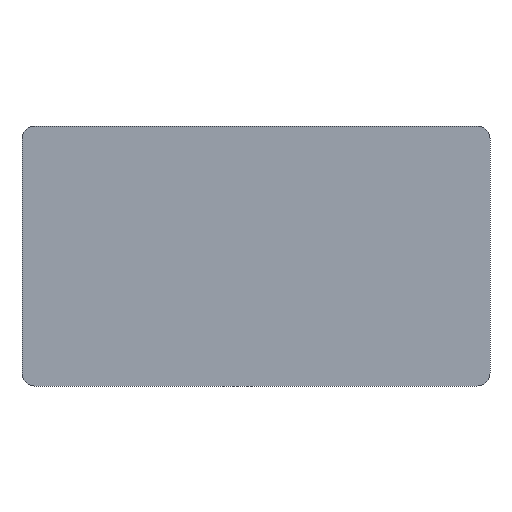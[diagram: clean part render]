
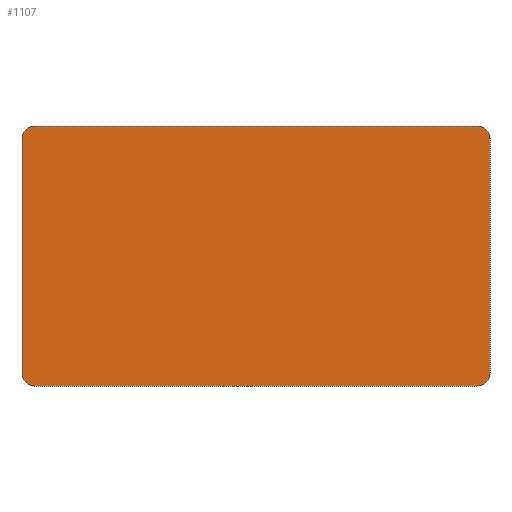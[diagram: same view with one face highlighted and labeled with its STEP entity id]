
A CAD part, front view. The second image highlights one B-rep face of the part: STEP entity #1107.
In plain terms, the highlighted planar face has unit normal (0, -1, 0).
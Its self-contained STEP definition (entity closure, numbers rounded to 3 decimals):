
#30=CIRCLE('',#1176,5.);
#32=CIRCLE('',#1180,5.);
#34=CIRCLE('',#1184,5.);
#36=CIRCLE('',#1188,5.);
#92=FACE_OUTER_BOUND('',#155,.T.);
#155=EDGE_LOOP('',(#995,#996,#997,#998,#999,#1000,#1001,#1002));
#285=LINE('',#1740,#428);
#289=LINE('',#1752,#432);
#293=LINE('',#1764,#436);
#297=LINE('',#1775,#440);
#428=VECTOR('',#1426,10.);
#432=VECTOR('',#1438,10.);
#436=VECTOR('',#1450,10.);
#440=VECTOR('',#1462,10.);
#528=VERTEX_POINT('',#1730);
#529=VERTEX_POINT('',#1731);
#532=VERTEX_POINT('',#1739);
#534=VERTEX_POINT('',#1745);
#536=VERTEX_POINT('',#1751);
#538=VERTEX_POINT('',#1757);
#540=VERTEX_POINT('',#1763);
#542=VERTEX_POINT('',#1769);
#673=EDGE_CURVE('',#528,#529,#30,.T.);
#677=EDGE_CURVE('',#532,#528,#285,.T.);
#680=EDGE_CURVE('',#534,#532,#32,.T.);
#683=EDGE_CURVE('',#536,#534,#289,.T.);
#686=EDGE_CURVE('',#538,#536,#34,.T.);
#689=EDGE_CURVE('',#540,#538,#293,.T.);
#692=EDGE_CURVE('',#542,#540,#36,.T.);
#695=EDGE_CURVE('',#529,#542,#297,.T.);
#995=ORIENTED_EDGE('',*,*,#695,.F.);
#996=ORIENTED_EDGE('',*,*,#673,.F.);
#997=ORIENTED_EDGE('',*,*,#677,.F.);
#998=ORIENTED_EDGE('',*,*,#680,.F.);
#999=ORIENTED_EDGE('',*,*,#683,.F.);
#1000=ORIENTED_EDGE('',*,*,#686,.F.);
#1001=ORIENTED_EDGE('',*,*,#689,.F.);
#1002=ORIENTED_EDGE('',*,*,#692,.F.);
#1052=PLANE('',#1192);
#1107=ADVANCED_FACE('',(#92),#1052,.F.);
#1176=AXIS2_PLACEMENT_3D('',#1732,#1418,#1419);
#1180=AXIS2_PLACEMENT_3D('',#1746,#1431,#1432);
#1184=AXIS2_PLACEMENT_3D('',#1758,#1443,#1444);
#1188=AXIS2_PLACEMENT_3D('',#1770,#1455,#1456);
#1192=AXIS2_PLACEMENT_3D('',#1778,#1466,#1467);
#1418=DIRECTION('center_axis',(0.,1.,0.));
#1419=DIRECTION('ref_axis',(-1.,0.,0.));
#1426=DIRECTION('',(0.,0.,1.));
#1431=DIRECTION('center_axis',(0.,1.,0.));
#1432=DIRECTION('ref_axis',(0.,0.,-1.));
#1438=DIRECTION('',(-1.,0.,0.));
#1443=DIRECTION('center_axis',(0.,1.,0.));
#1444=DIRECTION('ref_axis',(1.,0.,0.));
#1450=DIRECTION('',(0.,0.,-1.));
#1455=DIRECTION('center_axis',(0.,1.,0.));
#1456=DIRECTION('ref_axis',(0.,0.,1.));
#1462=DIRECTION('',(1.,0.,0.));
#1466=DIRECTION('center_axis',(0.,1.,0.));
#1467=DIRECTION('ref_axis',(0.,0.,1.));
#1730=CARTESIAN_POINT('',(-90.,0.,45.));
#1731=CARTESIAN_POINT('',(-85.,0.,50.));
#1732=CARTESIAN_POINT('Origin',(-85.,0.,45.));
#1739=CARTESIAN_POINT('',(-90.,0.,-45.));
#1740=CARTESIAN_POINT('',(-90.,0.,-45.));
#1745=CARTESIAN_POINT('',(-85.,0.,-50.));
#1746=CARTESIAN_POINT('Origin',(-85.,0.,-45.));
#1751=CARTESIAN_POINT('',(85.,0.,-50.));
#1752=CARTESIAN_POINT('',(85.,0.,-50.));
#1757=CARTESIAN_POINT('',(90.,0.,-45.));
#1758=CARTESIAN_POINT('Origin',(85.,0.,-45.));
#1763=CARTESIAN_POINT('',(90.,0.,45.));
#1764=CARTESIAN_POINT('',(90.,0.,45.));
#1769=CARTESIAN_POINT('',(85.,0.,50.));
#1770=CARTESIAN_POINT('Origin',(85.,0.,45.));
#1775=CARTESIAN_POINT('',(-85.,0.,50.));
#1778=CARTESIAN_POINT('Origin',(0.,0.,0.));
